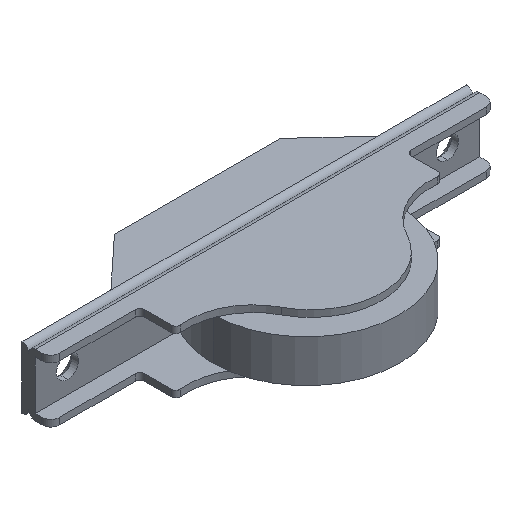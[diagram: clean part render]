
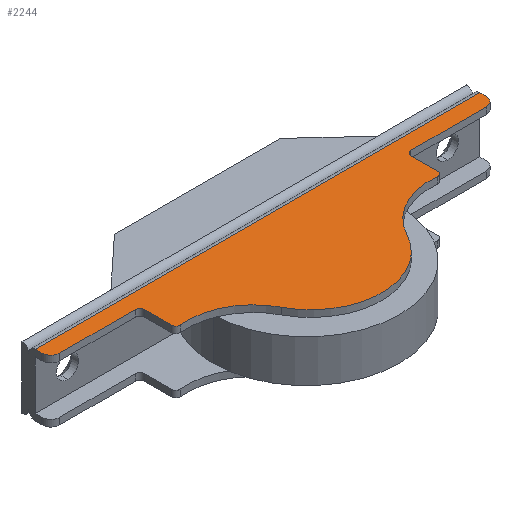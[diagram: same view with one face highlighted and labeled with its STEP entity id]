
A CAD part, isometric view. The second image highlights one B-rep face of the part: STEP entity #2244.
In plain terms, the highlighted planar face has unit normal (0, 0, 1).
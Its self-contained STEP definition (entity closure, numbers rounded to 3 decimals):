
#2 = FACE_OUTER_BOUND ( 'NONE', #666, .T. ) ;
#69 = LINE ( 'NONE', #1261, #1844 ) ;
#74 = LINE ( 'NONE', #1273, #1834 ) ;
#197 = CARTESIAN_POINT ( 'NONE',  ( -30., 0.42, 7. ) ) ;
#199 = CARTESIAN_POINT ( 'NONE',  ( -30., 6.5, 7. ) ) ;
#201 = CARTESIAN_POINT ( 'NONE',  ( 48., 7.5, 7. ) ) ;
#202 = CARTESIAN_POINT ( 'NONE',  ( 31., 7.5, 7. ) ) ;
#207 = CARTESIAN_POINT ( 'NONE',  ( -31., 7.5, 7. ) ) ;
#213 = CARTESIAN_POINT ( 'NONE',  ( -14.142, -8.484, 7. ) ) ;
#214 = CARTESIAN_POINT ( 'NONE',  ( -48., 7.5, 7. ) ) ;
#218 = DIRECTION ( 'NONE',  ( 0., 1., 0. ) ) ;
#225 = CARTESIAN_POINT ( 'NONE',  ( -30., 6.5, 7. ) ) ;
#232 = CARTESIAN_POINT ( 'NONE',  ( 30., 6.5, 7. ) ) ;
#239 = CARTESIAN_POINT ( 'NONE',  ( 30., 0.42, 7. ) ) ;
#240 = CARTESIAN_POINT ( 'NONE',  ( -28.9, -0.575, 7. ) ) ;
#243 = CARTESIAN_POINT ( 'NONE',  ( 28.9, -0.575, 7. ) ) ;
#303 = CARTESIAN_POINT ( 'NONE',  ( 0., -1., 7. ) ) ;
#305 = DIRECTION ( 'NONE',  ( 0., 0., -1. ) ) ;
#306 = DIRECTION ( 'NONE',  ( -1., 0., 0. ) ) ;
#326 = DIRECTION ( 'NONE',  ( 0., 0., 1. ) ) ;
#327 = DIRECTION ( 'NONE',  ( -1., 0., 0. ) ) ;
#328 = CARTESIAN_POINT ( 'NONE',  ( -31., 6.5, 7. ) ) ;
#329 = CARTESIAN_POINT ( 'NONE',  ( -50., 7.5, 7. ) ) ;
#330 = DIRECTION ( 'NONE',  ( -1., 0., 0. ) ) ;
#331 = DIRECTION ( 'NONE',  ( -1., 0., 0. ) ) ;
#335 = DIRECTION ( 'NONE',  ( 0., 0., -1. ) ) ;
#336 = DIRECTION ( 'NONE',  ( 1., 0., 0. ) ) ;
#337 = DIRECTION ( 'NONE',  ( -1., 0., 0. ) ) ;
#338 = CARTESIAN_POINT ( 'NONE',  ( 31., 6.5, 7. ) ) ;
#350 = CARTESIAN_POINT ( 'NONE',  ( -48., 9.5, 7. ) ) ;
#351 = DIRECTION ( 'NONE',  ( 0., 0., 1. ) ) ;
#362 = CARTESIAN_POINT ( 'NONE',  ( 27.4, -15.5, 7. ) ) ;
#365 = CARTESIAN_POINT ( 'NONE',  ( 29., 0.42, 7. ) ) ;
#368 = DIRECTION ( 'NONE',  ( 0., 0., -1. ) ) ;
#369 = DIRECTION ( 'NONE',  ( 1., 0., 0. ) ) ;
#371 = DIRECTION ( 'NONE',  ( 0., 0., 1. ) ) ;
#373 = DIRECTION ( 'NONE',  ( 1., 0., 0. ) ) ;
#461 = DIRECTION ( 'NONE',  ( -1., 0., 0. ) ) ;
#464 = CARTESIAN_POINT ( 'NONE',  ( 48., 9.5, 7. ) ) ;
#465 = DIRECTION ( 'NONE',  ( 0., 0., 1. ) ) ;
#587 = CARTESIAN_POINT ( 'NONE',  ( 14.142, -8.484, 7. ) ) ;
#613 = CARTESIAN_POINT ( 'NONE',  ( -27.4, -15.5, 7. ) ) ;
#614 = CARTESIAN_POINT ( 'NONE',  ( -29., 0.42, 7. ) ) ;
#615 = DIRECTION ( 'NONE',  ( 0., 0., -1. ) ) ;
#616 = DIRECTION ( 'NONE',  ( -1., 0., 0. ) ) ;
#617 = DIRECTION ( 'NONE',  ( -1., 0., 0. ) ) ;
#623 = CARTESIAN_POINT ( 'NONE',  ( 50., 11., 7. ) ) ;
#626 = CARTESIAN_POINT ( 'NONE',  ( 30., 6.5, 7. ) ) ;
#633 = DIRECTION ( 'NONE',  ( 0., 1., 0. ) ) ;
#634 = CARTESIAN_POINT ( 'NONE',  ( 50., 7.5, 7. ) ) ;
#635 = DIRECTION ( 'NONE',  ( 0., 0., 1. ) ) ;
#642 = DIRECTION ( 'NONE',  ( 1., 0., 0. ) ) ;
#647 = ORIENTED_EDGE ( 'NONE', *, *, #2046, .F. ) ;
#666 = EDGE_LOOP ( 'NONE', ( #724, #733, #719, #1057, #725, #985, #745, #746, #647, #711, #816, #772, #1073, #713, #700, #951 ) ) ;
#700 = ORIENTED_EDGE ( 'NONE', *, *, #2062, .T. ) ;
#711 = ORIENTED_EDGE ( 'NONE', *, *, #2048, .F. ) ;
#713 = ORIENTED_EDGE ( 'NONE', *, *, #2055, .T. ) ;
#719 = ORIENTED_EDGE ( 'NONE', *, *, #2160, .F. ) ;
#724 = ORIENTED_EDGE ( 'NONE', *, *, #2045, .T. ) ;
#725 = ORIENTED_EDGE ( 'NONE', *, *, #2167, .T. ) ;
#733 = ORIENTED_EDGE ( 'NONE', *, *, #2091, .T. ) ;
#745 = ORIENTED_EDGE ( 'NONE', *, *, #2043, .F. ) ;
#746 = ORIENTED_EDGE ( 'NONE', *, *, #2044, .F. ) ;
#772 = ORIENTED_EDGE ( 'NONE', *, *, #2026, .F. ) ;
#816 = ORIENTED_EDGE ( 'NONE', *, *, #2050, .F. ) ;
#853 = VERTEX_POINT ( 'NONE', #1982 ) ;
#951 = ORIENTED_EDGE ( 'NONE', *, *, #2051, .T. ) ;
#977 = VERTEX_POINT ( 'NONE', #1983 ) ;
#985 = ORIENTED_EDGE ( 'NONE', *, *, #2042, .T. ) ;
#1057 = ORIENTED_EDGE ( 'NONE', *, *, #2047, .T. ) ;
#1073 = ORIENTED_EDGE ( 'NONE', *, *, #2053, .T. ) ;
#1080 = PLANE ( 'NONE',  #1948 ) ;
#1090 = CARTESIAN_POINT ( 'NONE',  ( 50., -17., 7. ) ) ;
#1125 = DIRECTION ( 'NONE',  ( -1., 0., 0. ) ) ;
#1154 = DIRECTION ( 'NONE',  ( 0., 0., -1. ) ) ;
#1258 = DIRECTION ( 'NONE',  ( 0., -1., 0. ) ) ;
#1261 = CARTESIAN_POINT ( 'NONE',  ( -50., -17., 7. ) ) ;
#1273 = CARTESIAN_POINT ( 'NONE',  ( 50., -17., 7. ) ) ;
#1365 = DIRECTION ( 'NONE',  ( 0., -1., 0. ) ) ;
#1413 = VERTEX_POINT ( 'NONE', #1979 ) ;
#1414 = VERTEX_POINT ( 'NONE', #1978 ) ;
#1436 = LINE ( 'NONE', #626, #1713 ) ;
#1445 = LINE ( 'NONE', #623, #1692 ) ;
#1446 = LINE ( 'NONE', #225, #1690 ) ;
#1447 = LINE ( 'NONE', #634, #1688 ) ;
#1448 = LINE ( 'NONE', #329, #1686 ) ;
#1504 = VERTEX_POINT ( 'NONE', #207 ) ;
#1505 = VERTEX_POINT ( 'NONE', #214 ) ;
#1506 = VERTEX_POINT ( 'NONE', #201 ) ;
#1507 = VERTEX_POINT ( 'NONE', #202 ) ;
#1534 = VERTEX_POINT ( 'NONE', #197 ) ;
#1535 = VERTEX_POINT ( 'NONE', #199 ) ;
#1536 = VERTEX_POINT ( 'NONE', #213 ) ;
#1537 = VERTEX_POINT ( 'NONE', #240 ) ;
#1538 = VERTEX_POINT ( 'NONE', #232 ) ;
#1539 = VERTEX_POINT ( 'NONE', #239 ) ;
#1540 = VERTEX_POINT ( 'NONE', #243 ) ;
#1541 = VERTEX_POINT ( 'NONE', #587 ) ;
#1660 = CIRCLE ( 'NONE', #1664, 16. ) ;
#1664 = AXIS2_PLACEMENT_3D ( 'NONE', #303, #305, #306 ) ;
#1672 = CIRCLE ( 'NONE', #1697, 1. ) ;
#1682 = CIRCLE ( 'NONE', #1683, 2. ) ;
#1683 = AXIS2_PLACEMENT_3D ( 'NONE', #350, #351, #331 ) ;
#1684 = CIRCLE ( 'NONE', #1687, 1. ) ;
#1685 = CIRCLE ( 'NONE', #1695, 15. ) ;
#1686 = VECTOR ( 'NONE', #330, 1000. ) ;
#1687 = AXIS2_PLACEMENT_3D ( 'NONE', #328, #326, #327 ) ;
#1688 = VECTOR ( 'NONE', #642, 1000. ) ;
#1689 = CIRCLE ( 'NONE', #1693, 1. ) ;
#1690 = VECTOR ( 'NONE', #633, 1000. ) ;
#1692 = VECTOR ( 'NONE', #617, 1000. ) ;
#1693 = AXIS2_PLACEMENT_3D ( 'NONE', #614, #615, #616 ) ;
#1695 = AXIS2_PLACEMENT_3D ( 'NONE', #613, #635, #337 ) ;
#1696 = CIRCLE ( 'NONE', #1705, 1. ) ;
#1697 = AXIS2_PLACEMENT_3D ( 'NONE', #338, #335, #336 ) ;
#1700 = CIRCLE ( 'NONE', #1701, 15. ) ;
#1701 = AXIS2_PLACEMENT_3D ( 'NONE', #362, #368, #369 ) ;
#1705 = AXIS2_PLACEMENT_3D ( 'NONE', #365, #371, #373 ) ;
#1713 = VECTOR ( 'NONE', #218, 1000. ) ;
#1743 = CIRCLE ( 'NONE', #1744, 2. ) ;
#1744 = AXIS2_PLACEMENT_3D ( 'NONE', #464, #465, #461 ) ;
#1834 = VECTOR ( 'NONE', #1365, 1000. ) ;
#1844 = VECTOR ( 'NONE', #1258, 1000. ) ;
#1948 = AXIS2_PLACEMENT_3D ( 'NONE', #1090, #1154, #1125 ) ;
#1978 = CARTESIAN_POINT ( 'NONE',  ( 50., 9.5, 7. ) ) ;
#1979 = CARTESIAN_POINT ( 'NONE',  ( -50., 11., 7. ) ) ;
#1982 = CARTESIAN_POINT ( 'NONE',  ( -50., 9.5, 7. ) ) ;
#1983 = CARTESIAN_POINT ( 'NONE',  ( 50., 11., 7. ) ) ;
#2026 = EDGE_CURVE ( 'NONE', #1541, #1536, #1660, .T. ) ;
#2042 = EDGE_CURVE ( 'NONE', #853, #1505, #1682, .T. ) ;
#2043 = EDGE_CURVE ( 'NONE', #1504, #1505, #1448, .T. ) ;
#2044 = EDGE_CURVE ( 'NONE', #1535, #1504, #1684, .T. ) ;
#2045 = EDGE_CURVE ( 'NONE', #1507, #1506, #1447, .T. ) ;
#2046 = EDGE_CURVE ( 'NONE', #1534, #1535, #1446, .T. ) ;
#2047 = EDGE_CURVE ( 'NONE', #977, #1413, #1445, .T. ) ;
#2048 = EDGE_CURVE ( 'NONE', #1537, #1534, #1689, .T. ) ;
#2050 = EDGE_CURVE ( 'NONE', #1536, #1537, #1685, .T. ) ;
#2051 = EDGE_CURVE ( 'NONE', #1538, #1507, #1672, .T. ) ;
#2053 = EDGE_CURVE ( 'NONE', #1541, #1540, #1700, .T. ) ;
#2055 = EDGE_CURVE ( 'NONE', #1540, #1539, #1696, .T. ) ;
#2062 = EDGE_CURVE ( 'NONE', #1539, #1538, #1436, .T. ) ;
#2091 = EDGE_CURVE ( 'NONE', #1506, #1414, #1743, .T. ) ;
#2160 = EDGE_CURVE ( 'NONE', #977, #1414, #74, .T. ) ;
#2167 = EDGE_CURVE ( 'NONE', #1413, #853, #69, .T. ) ;
#2244 = ADVANCED_FACE ( 'NONE', ( #2 ), #1080, .F. ) ;
